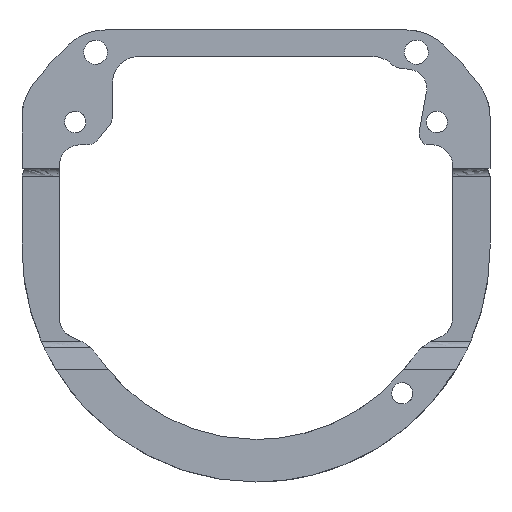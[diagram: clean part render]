
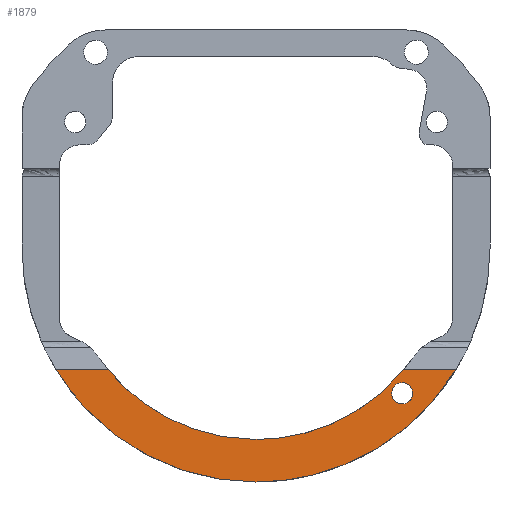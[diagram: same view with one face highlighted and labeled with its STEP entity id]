
A CAD part, front view. The second image highlights one B-rep face of the part: STEP entity #1879.
In plain terms, the highlighted free-form (B-spline) face has degree [1, 1] with [2, 2] control points.
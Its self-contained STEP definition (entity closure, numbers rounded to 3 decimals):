
#22 = VERTEX_POINT('',#23);
#23 = CARTESIAN_POINT('',(28.947,-3.048,
    -26.648));
#41 = VERTEX_POINT('',#42);
#42 = CARTESIAN_POINT('',(28.947,-3.232,
    -30.858));
#47 = EDGE_CURVE('',#22,#41,#48,.T.);
#48 = ( BOUNDED_CURVE() B_SPLINE_CURVE(3,(#49,#50,#51,#52),
.UNSPECIFIED.,.F.,.F.) B_SPLINE_CURVE_WITH_KNOTS((4,4),(0.,3.142
),.PIECEWISE_BEZIER_KNOTS.) CURVE() GEOMETRIC_REPRESENTATION_ITEM() 
RATIONAL_B_SPLINE_CURVE((1.,0.333,0.333,1.)) 
REPRESENTATION_ITEM('') );
#49 = CARTESIAN_POINT('',(28.947,-3.048,
    -26.648));
#50 = CARTESIAN_POINT('',(24.737,-3.048,
    -26.648));
#51 = CARTESIAN_POINT('',(24.737,-3.232,
    -30.858));
#52 = CARTESIAN_POINT('',(28.947,-3.232,
    -30.858));
#267 = VERTEX_POINT('',#268);
#268 = CARTESIAN_POINT('',(0.,-3.906,-46.315));
#273 = EDGE_CURVE('',#267,#274,#276,.T.);
#274 = VERTEX_POINT('',#275);
#275 = CARTESIAN_POINT('',(-39.572,-2.935,
    -24.066));
#276 = ( BOUNDED_CURVE() B_SPLINE_CURVE(3,(#277,#278,#279,#280),
.UNSPECIFIED.,.F.,.F.) B_SPLINE_CURVE_WITH_KNOTS((4,4),(
0.,1.024),.PIECEWISE_BEZIER_KNOTS.) CURVE() 
GEOMETRIC_REPRESENTATION_ITEM() RATIONAL_B_SPLINE_CURVE((1.,
0.914,0.914,1.)) REPRESENTATION_ITEM('') );
#277 = CARTESIAN_POINT('',(0.,-3.906,-46.315));
#278 = CARTESIAN_POINT('',(-16.549,-3.906,
    -46.315));
#279 = CARTESIAN_POINT('',(-30.973,-3.552,
    -38.205));
#280 = CARTESIAN_POINT('',(-39.572,-2.935,
    -24.066));
#425 = VERTEX_POINT('',#426);
#426 = CARTESIAN_POINT('',(29.272,-2.935,-24.066
    ));
#433 = EDGE_CURVE('',#425,#434,#436,.T.);
#434 = VERTEX_POINT('',#435);
#435 = CARTESIAN_POINT('',(0.,-3.539,
    -37.894));
#436 = ( BOUNDED_CURVE() B_SPLINE_CURVE(3,(#437,#438,#439,#440),
.UNSPECIFIED.,.F.,.F.) B_SPLINE_CURVE_WITH_KNOTS((4,4),(5.4,
6.283),.PIECEWISE_BEZIER_KNOTS.) CURVE() 
GEOMETRIC_REPRESENTATION_ITEM() RATIONAL_B_SPLINE_CURVE((1.,
0.936,0.936,1.)) REPRESENTATION_ITEM('') );
#437 = CARTESIAN_POINT('',(29.272,-2.935,-24.066
    ));
#438 = CARTESIAN_POINT('',(21.951,-3.324,
    -32.97));
#439 = CARTESIAN_POINT('',(11.528,-3.539,
    -37.894));
#440 = CARTESIAN_POINT('',(0.,-3.539,
    -37.894));
#1075 = EDGE_CURVE('',#434,#1076,#1078,.T.);
#1076 = VERTEX_POINT('',#1077);
#1077 = CARTESIAN_POINT('',(-29.272,-2.935,
    -24.066));
#1078 = ( BOUNDED_CURVE() B_SPLINE_CURVE(3,(#1079,#1080,#1081,#1082),
.UNSPECIFIED.,.F.,.F.) B_SPLINE_CURVE_WITH_KNOTS((4,4),(0.,
0.883),.PIECEWISE_BEZIER_KNOTS.) CURVE() 
GEOMETRIC_REPRESENTATION_ITEM() RATIONAL_B_SPLINE_CURVE((1.,
0.936,0.936,1.)) REPRESENTATION_ITEM('') );
#1079 = CARTESIAN_POINT('',(0.,-3.539,
    -37.894));
#1080 = CARTESIAN_POINT('',(-11.528,-3.539,
    -37.894));
#1081 = CARTESIAN_POINT('',(-21.951,-3.324,
    -32.97));
#1082 = CARTESIAN_POINT('',(-29.272,-2.935,
    -24.066));
#1879 = ADVANCED_FACE('',(#1880,#1890),#1914,.T.);
#1880 = FACE_BOUND('',#1881,.T.);
#1881 = EDGE_LOOP('',(#1882,#1883));
#1882 = ORIENTED_EDGE('',*,*,#47,.F.);
#1883 = ORIENTED_EDGE('',*,*,#1884,.F.);
#1884 = EDGE_CURVE('',#41,#22,#1885,.T.);
#1885 = ( BOUNDED_CURVE() B_SPLINE_CURVE(3,(#1886,#1887,#1888,#1889),
.UNSPECIFIED.,.F.,.F.) B_SPLINE_CURVE_WITH_KNOTS((4,4),(3.142,
6.283),.PIECEWISE_BEZIER_KNOTS.) CURVE() 
GEOMETRIC_REPRESENTATION_ITEM() RATIONAL_B_SPLINE_CURVE((1.,
0.333,0.333,1.)) REPRESENTATION_ITEM('') );
#1886 = CARTESIAN_POINT('',(28.947,-3.232,
    -30.858));
#1887 = CARTESIAN_POINT('',(33.158,-3.232,
    -30.858));
#1888 = CARTESIAN_POINT('',(33.158,-3.048,
    -26.648));
#1889 = CARTESIAN_POINT('',(28.947,-3.048,
    -26.648));
#1890 = FACE_BOUND('',#1891,.T.);
#1891 = EDGE_LOOP('',(#1892,#1899,#1900,#1901,#1906,#1907));
#1892 = ORIENTED_EDGE('',*,*,#1893,.F.);
#1893 = EDGE_CURVE('',#425,#1894,#1896,.T.);
#1894 = VERTEX_POINT('',#1895);
#1895 = CARTESIAN_POINT('',(39.572,-2.935,
    -24.066));
#1896 = B_SPLINE_CURVE_WITH_KNOTS('',1,(#1897,#1898),.UNSPECIFIED.,.F.,
  .F.,(2,2),(59.108,68.894),.PIECEWISE_BEZIER_KNOTS.);
#1897 = CARTESIAN_POINT('',(29.272,-2.935,
    -24.066));
#1898 = CARTESIAN_POINT('',(39.572,-2.935,
    -24.066));
#1899 = ORIENTED_EDGE('',*,*,#433,.T.);
#1900 = ORIENTED_EDGE('',*,*,#1075,.T.);
#1901 = ORIENTED_EDGE('',*,*,#1902,.F.);
#1902 = EDGE_CURVE('',#274,#1076,#1903,.T.);
#1903 = B_SPLINE_CURVE_WITH_KNOTS('',1,(#1904,#1905),.UNSPECIFIED.,.F.,
  .F.,(2,2),(-6.294,3.492),.PIECEWISE_BEZIER_KNOTS.);
#1904 = CARTESIAN_POINT('',(-39.572,-2.935,
    -24.066));
#1905 = CARTESIAN_POINT('',(-29.272,-2.935,
    -24.066));
#1906 = ORIENTED_EDGE('',*,*,#273,.F.);
#1907 = ORIENTED_EDGE('',*,*,#1908,.F.);
#1908 = EDGE_CURVE('',#1894,#267,#1909,.T.);
#1909 = ( BOUNDED_CURVE() B_SPLINE_CURVE(3,(#1910,#1911,#1912,#1913),
.UNSPECIFIED.,.F.,.F.) B_SPLINE_CURVE_WITH_KNOTS((4,4),(5.259,
6.283),.PIECEWISE_BEZIER_KNOTS.) CURVE() 
GEOMETRIC_REPRESENTATION_ITEM() RATIONAL_B_SPLINE_CURVE((1.,
0.914,0.914,1.)) REPRESENTATION_ITEM('') );
#1910 = CARTESIAN_POINT('',(39.572,-2.935,
    -24.066));
#1911 = CARTESIAN_POINT('',(30.973,-3.552,
    -38.205));
#1912 = CARTESIAN_POINT('',(16.549,-3.906,
    -46.315));
#1913 = CARTESIAN_POINT('',(0.,-3.906,-46.315));
#1914 = B_SPLINE_SURFACE_WITH_KNOTS('',1,1,(
    (#1915,#1916)
    ,(#1917,#1918
    )),.UNSPECIFIED.,.F.,.F.,.F.,(2,2),(2,2),(54.223,
    75.381),(-6.294,68.894),
  .PIECEWISE_BEZIER_KNOTS.);
#1915 = CARTESIAN_POINT('',(-39.572,-2.935,
    -24.066));
#1916 = CARTESIAN_POINT('',(39.572,-2.935,
    -24.066));
#1917 = CARTESIAN_POINT('',(-39.572,-3.906,
    -46.315));
#1918 = CARTESIAN_POINT('',(39.572,-3.906,
    -46.315));
